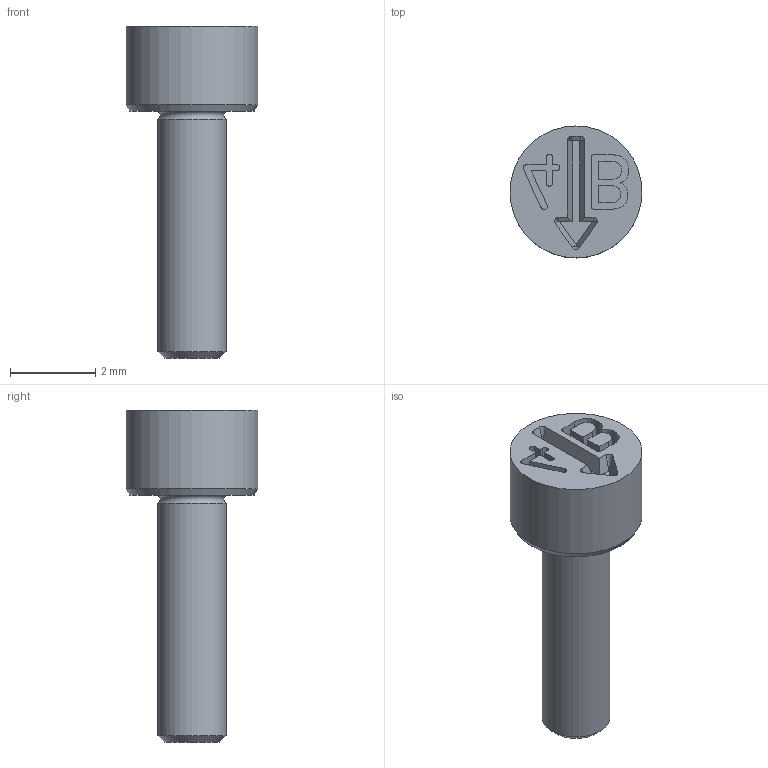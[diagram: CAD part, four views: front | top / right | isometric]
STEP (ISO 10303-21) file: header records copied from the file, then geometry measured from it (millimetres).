
FILE_DESCRIPTION(/* description */ (''),/* implementation_level */ '2;1');
FILE_NAME(/* name */ 'Dati-2100_O$6$Zeichen.stp',/* time_stamp */ '2025-09-17T16:03:57+02:00',/* author */ ('olafg'),/* organization */ (''),/* preprocessor_version */ 'ST-DEVELOPER v20',/* originating_system */ 'Autodesk Inventor 2024',/* authorisation */ '');
FILE_SCHEMA (('AUTOMOTIVE_DESIGN { 1 0 10303 214 3 1 1 }'));
Length unit declared in the file: millimetre
Products named in the file (1): 2005-06-00 Stelleinsatz
Bounding box: 3.1 x 3.1 x 7.8 mm (x, y, z)
Volume: 25.9 mm3; surface area: 69.4 mm2
Topology: 1 solids, 1 shells, 75 faces, 204 edges, 132 vertices
Faces by surface type: plane 36, bspline 29, cone 7, cylinder 2, torus 1
Full cylindrical faces by diameter (mm): 1.6 x1, 3.1 x1
Entity records: 2553 total; most frequent: CARTESIAN_POINT 829, ORIENTED_EDGE 398, DIRECTION 249, EDGE_CURVE 199, VERTEX_POINT 132, LINE 127, VECTOR 127, EDGE_LOOP 81
